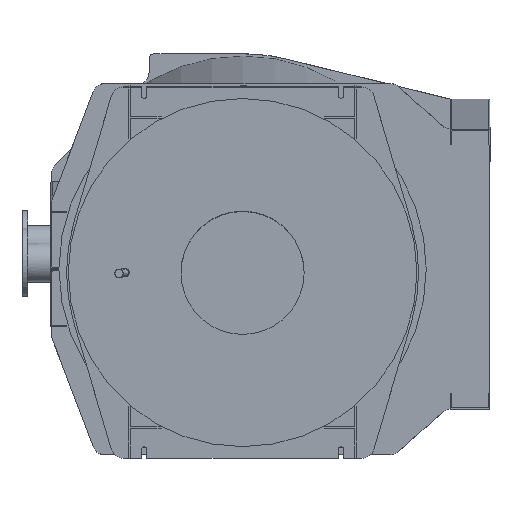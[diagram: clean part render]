
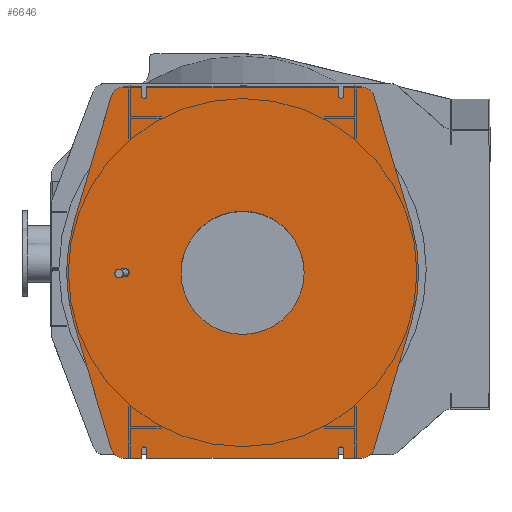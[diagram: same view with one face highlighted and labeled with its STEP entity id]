
A CAD part, left-side view. The second image highlights one B-rep face of the part: STEP entity #6646.
In plain terms, the highlighted face is planar.
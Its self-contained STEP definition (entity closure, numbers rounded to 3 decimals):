
#36=ELLIPSE('',#7271,20.,17.5);
#137=FACE_BOUND('',#1190,.T.);
#138=FACE_BOUND('',#1191,.T.);
#480=CIRCLE('',#7255,250.);
#481=CIRCLE('',#7256,250.);
#494=CIRCLE('',#7274,50.);
#495=CIRCLE('',#7277,715.);
#496=CIRCLE('',#7280,50.);
#497=CIRCLE('',#7284,11.);
#498=CIRCLE('',#7289,11.);
#499=CIRCLE('',#7292,50.);
#500=CIRCLE('',#7295,715.);
#501=CIRCLE('',#7298,50.);
#502=CIRCLE('',#7302,11.);
#503=CIRCLE('',#7307,11.);
#853=FACE_OUTER_BOUND('',#1189,.T.);
#1189=EDGE_LOOP('',(#5984,#5985,#5986,#5987,#5988,#5989,#5990,#5991,#5992,
#5993,#5994,#5995,#5996,#5997,#5998,#5999,#6000,#6001,#6002,#6003,#6004,
#6005,#6006,#6007,#6008,#6009,#6010,#6011));
#1190=EDGE_LOOP('',(#6012,#6013));
#1191=EDGE_LOOP('',(#6014));
#1697=LINE('',#11321,#2339);
#1752=LINE('',#11448,#2394);
#1815=LINE('',#11627,#2457);
#1818=LINE('',#11635,#2460);
#1821=LINE('',#11643,#2463);
#1823=LINE('',#11647,#2465);
#1826=LINE('',#11655,#2468);
#1828=LINE('',#11659,#2470);
#1830=LINE('',#11663,#2472);
#1833=LINE('',#11670,#2475);
#1835=LINE('',#11677,#2477);
#1838=LINE('',#11685,#2480);
#1841=LINE('',#11693,#2483);
#1843=LINE('',#11697,#2485);
#1846=LINE('',#11705,#2488);
#1848=LINE('',#11709,#2490);
#1850=LINE('',#11713,#2492);
#1853=LINE('',#11720,#2495);
#2339=VECTOR('',#8730,10.);
#2394=VECTOR('',#8841,10.);
#2457=VECTOR('',#8994,10.);
#2460=VECTOR('',#9003,10.);
#2463=VECTOR('',#9012,10.);
#2465=VECTOR('',#9016,10.);
#2468=VECTOR('',#9025,10.);
#2470=VECTOR('',#9029,10.);
#2472=VECTOR('',#9033,10.);
#2475=VECTOR('',#9042,10.);
#2477=VECTOR('',#9050,10.);
#2480=VECTOR('',#9059,10.);
#2483=VECTOR('',#9068,10.);
#2485=VECTOR('',#9072,10.);
#2488=VECTOR('',#9081,10.);
#2490=VECTOR('',#9085,10.);
#2492=VECTOR('',#9089,10.);
#2495=VECTOR('',#9098,10.);
#3011=VERTEX_POINT('',#11318);
#3012=VERTEX_POINT('',#11320);
#3055=VERTEX_POINT('',#11445);
#3056=VERTEX_POINT('',#11447);
#3078=VERTEX_POINT('',#11535);
#3079=VERTEX_POINT('',#11537);
#3106=VERTEX_POINT('',#11616);
#3108=VERTEX_POINT('',#11622);
#3109=VERTEX_POINT('',#11626);
#3110=VERTEX_POINT('',#11630);
#3111=VERTEX_POINT('',#11634);
#3112=VERTEX_POINT('',#11638);
#3113=VERTEX_POINT('',#11642);
#3114=VERTEX_POINT('',#11646);
#3115=VERTEX_POINT('',#11650);
#3116=VERTEX_POINT('',#11654);
#3117=VERTEX_POINT('',#11658);
#3118=VERTEX_POINT('',#11662);
#3119=VERTEX_POINT('',#11666);
#3120=VERTEX_POINT('',#11672);
#3121=VERTEX_POINT('',#11676);
#3122=VERTEX_POINT('',#11680);
#3123=VERTEX_POINT('',#11684);
#3124=VERTEX_POINT('',#11688);
#3125=VERTEX_POINT('',#11692);
#3126=VERTEX_POINT('',#11696);
#3127=VERTEX_POINT('',#11700);
#3128=VERTEX_POINT('',#11704);
#3129=VERTEX_POINT('',#11708);
#3130=VERTEX_POINT('',#11712);
#3131=VERTEX_POINT('',#11716);
#3909=EDGE_CURVE('',#3012,#3011,#1697,.T.);
#3972=EDGE_CURVE('',#3056,#3055,#1752,.T.);
#4017=EDGE_CURVE('',#3079,#3078,#480,.T.);
#4018=EDGE_CURVE('',#3078,#3079,#481,.T.);
#4049=EDGE_CURVE('',#3106,#3106,#36,.T.);
#4052=EDGE_CURVE('',#3108,#3012,#494,.T.);
#4054=EDGE_CURVE('',#3109,#3108,#1815,.T.);
#4056=EDGE_CURVE('',#3110,#3109,#495,.T.);
#4058=EDGE_CURVE('',#3111,#3110,#1818,.T.);
#4060=EDGE_CURVE('',#3112,#3111,#496,.T.);
#4062=EDGE_CURVE('',#3113,#3112,#1821,.T.);
#4064=EDGE_CURVE('',#3114,#3113,#1823,.T.);
#4066=EDGE_CURVE('',#3115,#3114,#497,.T.);
#4068=EDGE_CURVE('',#3116,#3115,#1826,.T.);
#4070=EDGE_CURVE('',#3117,#3116,#1828,.T.);
#4072=EDGE_CURVE('',#3118,#3117,#1830,.T.);
#4074=EDGE_CURVE('',#3119,#3118,#498,.T.);
#4076=EDGE_CURVE('',#3055,#3119,#1833,.T.);
#4077=EDGE_CURVE('',#3120,#3056,#499,.T.);
#4079=EDGE_CURVE('',#3121,#3120,#1835,.T.);
#4081=EDGE_CURVE('',#3122,#3121,#500,.T.);
#4083=EDGE_CURVE('',#3123,#3122,#1838,.T.);
#4085=EDGE_CURVE('',#3124,#3123,#501,.T.);
#4087=EDGE_CURVE('',#3125,#3124,#1841,.T.);
#4089=EDGE_CURVE('',#3126,#3125,#1843,.T.);
#4091=EDGE_CURVE('',#3127,#3126,#502,.T.);
#4093=EDGE_CURVE('',#3128,#3127,#1846,.T.);
#4095=EDGE_CURVE('',#3129,#3128,#1848,.T.);
#4097=EDGE_CURVE('',#3130,#3129,#1850,.T.);
#4099=EDGE_CURVE('',#3131,#3130,#503,.T.);
#4101=EDGE_CURVE('',#3011,#3131,#1853,.T.);
#5984=ORIENTED_EDGE('',*,*,#3909,.T.);
#5985=ORIENTED_EDGE('',*,*,#4101,.T.);
#5986=ORIENTED_EDGE('',*,*,#4099,.T.);
#5987=ORIENTED_EDGE('',*,*,#4097,.T.);
#5988=ORIENTED_EDGE('',*,*,#4095,.T.);
#5989=ORIENTED_EDGE('',*,*,#4093,.T.);
#5990=ORIENTED_EDGE('',*,*,#4091,.T.);
#5991=ORIENTED_EDGE('',*,*,#4089,.T.);
#5992=ORIENTED_EDGE('',*,*,#4087,.T.);
#5993=ORIENTED_EDGE('',*,*,#4085,.T.);
#5994=ORIENTED_EDGE('',*,*,#4083,.T.);
#5995=ORIENTED_EDGE('',*,*,#4081,.T.);
#5996=ORIENTED_EDGE('',*,*,#4079,.T.);
#5997=ORIENTED_EDGE('',*,*,#4077,.T.);
#5998=ORIENTED_EDGE('',*,*,#3972,.T.);
#5999=ORIENTED_EDGE('',*,*,#4076,.T.);
#6000=ORIENTED_EDGE('',*,*,#4074,.T.);
#6001=ORIENTED_EDGE('',*,*,#4072,.T.);
#6002=ORIENTED_EDGE('',*,*,#4070,.T.);
#6003=ORIENTED_EDGE('',*,*,#4068,.T.);
#6004=ORIENTED_EDGE('',*,*,#4066,.T.);
#6005=ORIENTED_EDGE('',*,*,#4064,.T.);
#6006=ORIENTED_EDGE('',*,*,#4062,.T.);
#6007=ORIENTED_EDGE('',*,*,#4060,.T.);
#6008=ORIENTED_EDGE('',*,*,#4058,.T.);
#6009=ORIENTED_EDGE('',*,*,#4056,.T.);
#6010=ORIENTED_EDGE('',*,*,#4054,.T.);
#6011=ORIENTED_EDGE('',*,*,#4052,.T.);
#6012=ORIENTED_EDGE('',*,*,#4017,.T.);
#6013=ORIENTED_EDGE('',*,*,#4018,.T.);
#6014=ORIENTED_EDGE('',*,*,#4049,.T.);
#6341=PLANE('',#7309);
#6646=ADVANCED_FACE('',(#853,#137,#138),#6341,.T.);
#7255=AXIS2_PLACEMENT_3D('',#11538,#8932,#8933);
#7256=AXIS2_PLACEMENT_3D('',#11539,#8934,#8935);
#7271=AXIS2_PLACEMENT_3D('',#11617,#8982,#8983);
#7274=AXIS2_PLACEMENT_3D('',#11623,#8989,#8990);
#7277=AXIS2_PLACEMENT_3D('',#11631,#8998,#8999);
#7280=AXIS2_PLACEMENT_3D('',#11639,#9007,#9008);
#7284=AXIS2_PLACEMENT_3D('',#11651,#9020,#9021);
#7289=AXIS2_PLACEMENT_3D('',#11667,#9037,#9038);
#7292=AXIS2_PLACEMENT_3D('',#11673,#9045,#9046);
#7295=AXIS2_PLACEMENT_3D('',#11681,#9054,#9055);
#7298=AXIS2_PLACEMENT_3D('',#11689,#9063,#9064);
#7302=AXIS2_PLACEMENT_3D('',#11701,#9076,#9077);
#7307=AXIS2_PLACEMENT_3D('',#11717,#9093,#9094);
#7309=AXIS2_PLACEMENT_3D('',#11721,#9099,#9100);
#8730=DIRECTION('',(0.,-1.,0.));
#8841=DIRECTION('',(0.,1.,0.));
#8932=DIRECTION('center_axis',(0.,0.,-1.));
#8933=DIRECTION('ref_axis',(1.,0.,0.));
#8934=DIRECTION('center_axis',(0.,0.,-1.));
#8935=DIRECTION('ref_axis',(1.,0.,0.));
#8982=DIRECTION('center_axis',(0.,0.,-1.));
#8983=DIRECTION('ref_axis',(0.,-1.,0.));
#8989=DIRECTION('center_axis',(0.,0.,1.));
#8990=DIRECTION('ref_axis',(-0.284,0.959,0.));
#8994=DIRECTION('',(-0.959,-0.284,0.));
#8998=DIRECTION('center_axis',(0.,0.,1.));
#8999=DIRECTION('ref_axis',(0.284,0.959,0.));
#9003=DIRECTION('',(-0.959,0.284,0.));
#9007=DIRECTION('center_axis',(0.,0.,1.));
#9008=DIRECTION('ref_axis',(1.,0.,0.));
#9012=DIRECTION('',(0.,1.,0.));
#9016=DIRECTION('',(1.,0.,0.));
#9020=DIRECTION('center_axis',(0.,0.,-1.));
#9021=DIRECTION('ref_axis',(0.,-1.,0.));
#9025=DIRECTION('',(-1.,0.,0.));
#9029=DIRECTION('',(0.,1.,0.));
#9033=DIRECTION('',(1.,0.,0.));
#9037=DIRECTION('center_axis',(0.,0.,-1.));
#9038=DIRECTION('ref_axis',(0.,-1.,0.));
#9042=DIRECTION('',(-1.,0.,0.));
#9045=DIRECTION('center_axis',(0.,0.,1.));
#9046=DIRECTION('ref_axis',(0.284,-0.959,0.));
#9050=DIRECTION('',(0.959,0.284,0.));
#9054=DIRECTION('center_axis',(0.,0.,1.));
#9055=DIRECTION('ref_axis',(-0.284,-0.959,0.));
#9059=DIRECTION('',(0.959,-0.284,0.));
#9063=DIRECTION('center_axis',(0.,0.,1.));
#9064=DIRECTION('ref_axis',(-1.,0.,0.));
#9068=DIRECTION('',(0.,-1.,0.));
#9072=DIRECTION('',(-1.,0.,0.));
#9076=DIRECTION('center_axis',(0.,0.,-1.));
#9077=DIRECTION('ref_axis',(0.,1.,0.));
#9081=DIRECTION('',(1.,0.,0.));
#9085=DIRECTION('',(0.,-1.,0.));
#9089=DIRECTION('',(-1.,0.,0.));
#9093=DIRECTION('center_axis',(0.,0.,-1.));
#9094=DIRECTION('ref_axis',(0.,1.,0.));
#9098=DIRECTION('',(1.,0.,0.));
#9099=DIRECTION('center_axis',(0.,0.,1.));
#9100=DIRECTION('ref_axis',(1.,0.,0.));
#11318=CARTESIAN_POINT('',(-755.,411.,255.));
#11320=CARTESIAN_POINT('',(-755.,485.,255.));
#11321=CARTESIAN_POINT('',(-755.,485.,255.));
#11445=CARTESIAN_POINT('',(755.,-411.,255.));
#11447=CARTESIAN_POINT('',(755.,-485.,255.));
#11448=CARTESIAN_POINT('',(755.,-485.,255.));
#11535=CARTESIAN_POINT('',(-250.,0.,255.));
#11537=CARTESIAN_POINT('',(250.,0.,255.));
#11538=CARTESIAN_POINT('Origin',(0.,0.,255.));
#11539=CARTESIAN_POINT('Origin',(0.,0.,255.));
#11616=CARTESIAN_POINT('',(0.,500.,255.));
#11617=CARTESIAN_POINT('Origin',(0.,480.,255.));
#11622=CARTESIAN_POINT('',(-719.178,532.948,255.));
#11623=CARTESIAN_POINT('Origin',(-705.,485.,255.));
#11626=CARTESIAN_POINT('',(-202.742,685.653,255.));
#11627=CARTESIAN_POINT('',(-202.742,685.653,255.));
#11630=CARTESIAN_POINT('',(202.742,685.653,255.));
#11631=CARTESIAN_POINT('Origin',(0.,0.,255.));
#11634=CARTESIAN_POINT('',(719.178,532.948,255.));
#11635=CARTESIAN_POINT('',(719.178,532.948,255.));
#11638=CARTESIAN_POINT('',(755.,485.,255.));
#11639=CARTESIAN_POINT('Origin',(705.,485.,255.));
#11642=CARTESIAN_POINT('',(755.,411.,255.));
#11643=CARTESIAN_POINT('',(755.,411.,255.));
#11646=CARTESIAN_POINT('',(720.,411.,255.));
#11647=CARTESIAN_POINT('',(720.,411.,255.));
#11650=CARTESIAN_POINT('',(720.,389.,255.));
#11651=CARTESIAN_POINT('Origin',(720.,400.,255.));
#11654=CARTESIAN_POINT('',(755.,389.,255.));
#11655=CARTESIAN_POINT('',(755.,389.,255.));
#11658=CARTESIAN_POINT('',(755.,-389.,255.));
#11659=CARTESIAN_POINT('',(755.,-389.,255.));
#11662=CARTESIAN_POINT('',(720.,-389.,255.));
#11663=CARTESIAN_POINT('',(720.,-389.,255.));
#11666=CARTESIAN_POINT('',(720.,-411.,255.));
#11667=CARTESIAN_POINT('Origin',(720.,-400.,255.));
#11670=CARTESIAN_POINT('',(755.,-411.,255.));
#11672=CARTESIAN_POINT('',(719.178,-532.948,255.));
#11673=CARTESIAN_POINT('Origin',(705.,-485.,255.));
#11676=CARTESIAN_POINT('',(202.742,-685.653,255.));
#11677=CARTESIAN_POINT('',(202.742,-685.653,255.));
#11680=CARTESIAN_POINT('',(-202.742,-685.653,255.));
#11681=CARTESIAN_POINT('Origin',(0.,0.,255.));
#11684=CARTESIAN_POINT('',(-719.178,-532.948,255.));
#11685=CARTESIAN_POINT('',(-719.178,-532.948,255.));
#11688=CARTESIAN_POINT('',(-755.,-485.,255.));
#11689=CARTESIAN_POINT('Origin',(-705.,-485.,255.));
#11692=CARTESIAN_POINT('',(-755.,-411.,255.));
#11693=CARTESIAN_POINT('',(-755.,-411.,255.));
#11696=CARTESIAN_POINT('',(-720.,-411.,255.));
#11697=CARTESIAN_POINT('',(-720.,-411.,255.));
#11700=CARTESIAN_POINT('',(-720.,-389.,255.));
#11701=CARTESIAN_POINT('Origin',(-720.,-400.,255.));
#11704=CARTESIAN_POINT('',(-755.,-389.,255.));
#11705=CARTESIAN_POINT('',(-755.,-389.,255.));
#11708=CARTESIAN_POINT('',(-755.,389.,255.));
#11709=CARTESIAN_POINT('',(-755.,389.,255.));
#11712=CARTESIAN_POINT('',(-720.,389.,255.));
#11713=CARTESIAN_POINT('',(-720.,389.,255.));
#11716=CARTESIAN_POINT('',(-720.,411.,255.));
#11717=CARTESIAN_POINT('Origin',(-720.,400.,255.));
#11720=CARTESIAN_POINT('',(-755.,411.,255.));
#11721=CARTESIAN_POINT('Origin',(0.,0.,
255.));
